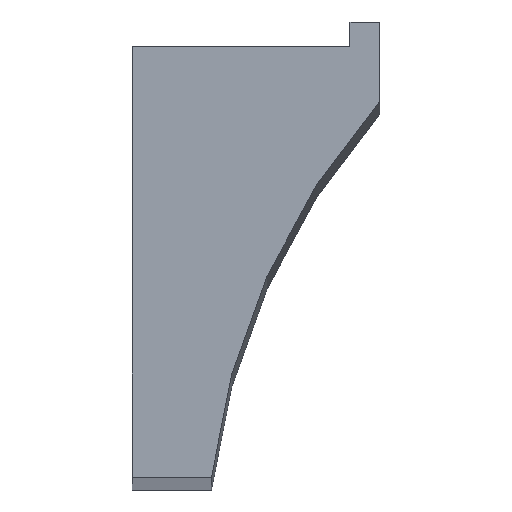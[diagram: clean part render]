
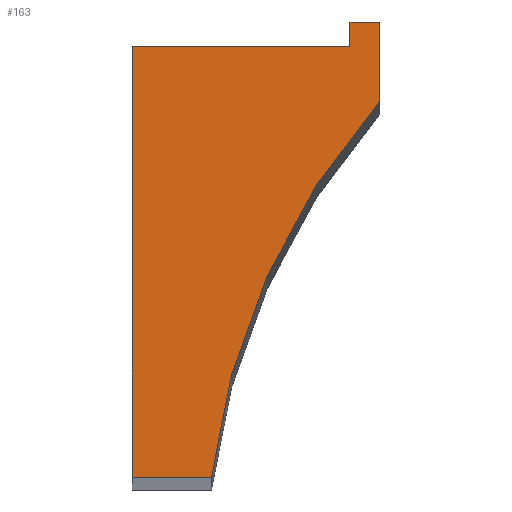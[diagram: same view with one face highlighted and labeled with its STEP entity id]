
A CAD part, top view. The second image highlights one B-rep face of the part: STEP entity #163.
In plain terms, the highlighted planar face has unit normal (0, 0, 1).
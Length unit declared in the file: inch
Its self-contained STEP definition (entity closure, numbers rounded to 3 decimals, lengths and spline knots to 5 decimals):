
#20=FACE_OUTER_BOUND('',#29,.T.);
#29=EDGE_LOOP('',(#128,#129,#130,#131,#132,#133,#134));
#35=CIRCLE('',#185,8.75);
#45=LINE('',#261,#64);
#47=LINE('',#265,#66);
#48=LINE('',#269,#67);
#49=LINE('',#271,#68);
#50=LINE('',#272,#69);
#51=LINE('',#273,#70);
#64=VECTOR('',#214,0.3937);
#66=VECTOR('',#218,0.3937);
#67=VECTOR('',#221,0.3937);
#68=VECTOR('',#222,0.3937);
#69=VECTOR('',#223,0.3937);
#70=VECTOR('',#224,0.3937);
#81=VERTEX_POINT('',#253);
#82=VERTEX_POINT('',#255);
#83=VERTEX_POINT('',#259);
#84=VERTEX_POINT('',#263);
#85=VERTEX_POINT('',#267);
#86=VERTEX_POINT('',#268);
#87=VERTEX_POINT('',#270);
#96=EDGE_CURVE('',#81,#82,#35,.T.);
#99=EDGE_CURVE('',#83,#81,#45,.T.);
#101=EDGE_CURVE('',#84,#83,#47,.T.);
#102=EDGE_CURVE('',#85,#86,#48,.T.);
#103=EDGE_CURVE('',#87,#85,#49,.T.);
#104=EDGE_CURVE('',#82,#87,#50,.T.);
#105=EDGE_CURVE('',#86,#84,#51,.T.);
#128=ORIENTED_EDGE('',*,*,#102,.F.);
#129=ORIENTED_EDGE('',*,*,#103,.F.);
#130=ORIENTED_EDGE('',*,*,#104,.F.);
#131=ORIENTED_EDGE('',*,*,#96,.F.);
#132=ORIENTED_EDGE('',*,*,#99,.F.);
#133=ORIENTED_EDGE('',*,*,#101,.F.);
#134=ORIENTED_EDGE('',*,*,#105,.F.);
#154=PLANE('',#188);
#163=ADVANCED_FACE('',(#20),#154,.F.);
#185=AXIS2_PLACEMENT_3D('',#256,#208,#209);
#188=AXIS2_PLACEMENT_3D('',#266,#219,#220);
#208=DIRECTION('center_axis',(0.,0.,1.));
#209=DIRECTION('ref_axis',(-1.,0.,0.));
#214=DIRECTION('',(0.,-1.,0.));
#218=DIRECTION('',(1.,0.,0.));
#219=DIRECTION('center_axis',(0.,0.,-1.));
#220=DIRECTION('ref_axis',(-1.,0.,0.));
#221=DIRECTION('',(1.,0.,0.));
#222=DIRECTION('',(0.,1.,0.));
#223=DIRECTION('',(-1.,0.,0.));
#224=DIRECTION('',(0.,1.,0.));
#253=CARTESIAN_POINT('',(-43.125,-1.,93.625));
#255=CARTESIAN_POINT('',(-45.25,-5.75,93.625));
#256=CARTESIAN_POINT('Origin',(-36.56162,-6.78658,93.625));
#259=CARTESIAN_POINT('',(-43.125,0.,93.625));
#261=CARTESIAN_POINT('',(-43.125,0.,93.625));
#263=CARTESIAN_POINT('',(-43.5,0.,93.625));
#265=CARTESIAN_POINT('',(44.875,0.,93.625));
#266=CARTESIAN_POINT('Origin',(46.25,0.,93.625));
#267=CARTESIAN_POINT('',(-46.25,-0.3125,93.625));
#268=CARTESIAN_POINT('',(-43.5,-0.3125,93.625));
#269=CARTESIAN_POINT('',(45.96875,-0.3125,93.625));
#270=CARTESIAN_POINT('',(-46.25,-5.75,93.625));
#271=CARTESIAN_POINT('',(-46.25,-2.875,93.625));
#272=CARTESIAN_POINT('',(45.75,-5.75,93.625));
#273=CARTESIAN_POINT('',(-43.5,-0.15625,93.625));
